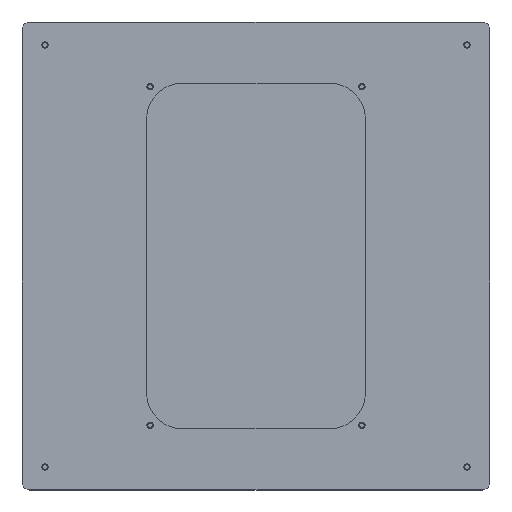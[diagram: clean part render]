
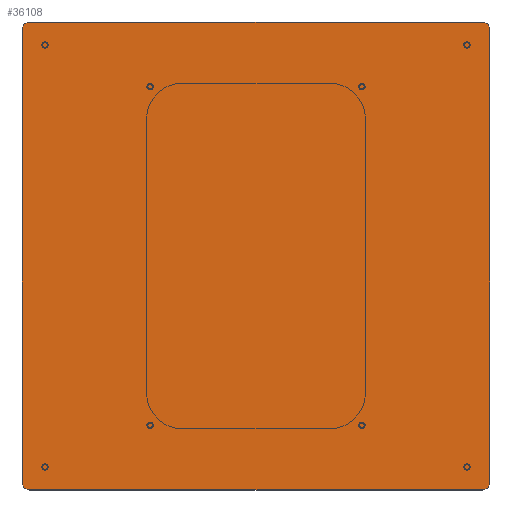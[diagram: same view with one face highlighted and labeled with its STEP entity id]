
A CAD part, top view. The second image highlights one B-rep face of the part: STEP entity #36108.
In plain terms, the highlighted planar face has unit normal (0, 0, 1).
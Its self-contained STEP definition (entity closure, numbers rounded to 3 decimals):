
#18 = CARTESIAN_POINT ( 'NONE',  ( 0., 580., 10.1 ) ) ;
#1225 = DIRECTION ( 'NONE',  ( 0., 1., 0. ) ) ;
#1570 = EDGE_CURVE ( 'NONE', #1693, #6563, #8844, .T. ) ;
#1693 = VERTEX_POINT ( 'NONE', #13467 ) ;
#2071 = DIRECTION ( 'NONE',  ( 0., 0., 1. ) ) ;
#2497 = VERTEX_POINT ( 'NONE', #37745 ) ;
#2990 = PLANE ( 'NONE',  #18422 ) ;
#3071 = CARTESIAN_POINT ( 'NONE',  ( 10., 0., 10.1 ) ) ;
#3276 = VECTOR ( 'NONE', #20909, 1000. ) ;
#3844 = CARTESIAN_POINT ( 'NONE',  ( 590., 580., 10.1 ) ) ;
#3853 = EDGE_CURVE ( 'NONE', #23719, #12544, #21603, .T. ) ;
#5857 = CARTESIAN_POINT ( 'NONE',  ( 580., 580., 10.1 ) ) ;
#6563 = VERTEX_POINT ( 'NONE', #3844 ) ;
#7465 = LINE ( 'NONE', #3071, #42813 ) ;
#8789 = CARTESIAN_POINT ( 'NONE',  ( 10., 10., 10.1 ) ) ;
#8844 = LINE ( 'NONE', #12551, #35878 ) ;
#9249 = DIRECTION ( 'NONE',  ( 1., 0., 0. ) ) ;
#9537 = DIRECTION ( 'NONE',  ( 1., 0., 0. ) ) ;
#9911 = DIRECTION ( 'NONE',  ( 0., 0., 1. ) ) ;
#10315 = CIRCLE ( 'NONE', #20703, 10. ) ;
#10404 = EDGE_CURVE ( 'NONE', #6563, #23719, #16741, .T. ) ;
#12544 = VERTEX_POINT ( 'NONE', #45267 ) ;
#12551 = CARTESIAN_POINT ( 'NONE',  ( 590., 10., 10.1 ) ) ;
#13467 = CARTESIAN_POINT ( 'NONE',  ( 590., 10., 10.1 ) ) ;
#16741 = CIRCLE ( 'NONE', #22671, 10. ) ;
#17130 = CARTESIAN_POINT ( 'NONE',  ( 10., 580., 10.1 ) ) ;
#17258 = CARTESIAN_POINT ( 'NONE',  ( 580., 590., 10.1 ) ) ;
#17489 = EDGE_CURVE ( 'NONE', #37687, #2497, #7465, .T. ) ;
#18422 = AXIS2_PLACEMENT_3D ( 'NONE', #17130, #2071, #44820 ) ;
#19979 = DIRECTION ( 'NONE',  ( 0., 0., 1. ) ) ;
#20606 = CARTESIAN_POINT ( 'NONE',  ( 0., 10., 10.1 ) ) ;
#20629 = DIRECTION ( 'NONE',  ( 0., -1., 0. ) ) ;
#20703 = AXIS2_PLACEMENT_3D ( 'NONE', #8789, #41095, #9249 ) ;
#20909 = DIRECTION ( 'NONE',  ( -1., 0., 0. ) ) ;
#20931 = AXIS2_PLACEMENT_3D ( 'NONE', #44709, #41221, #45397 ) ;
#21603 = LINE ( 'NONE', #28122, #3276 ) ;
#22214 = EDGE_CURVE ( 'NONE', #12544, #42738, #31897, .T. ) ;
#22671 = AXIS2_PLACEMENT_3D ( 'NONE', #5857, #19979, #9537 ) ;
#22983 = AXIS2_PLACEMENT_3D ( 'NONE', #41751, #9911, #38267 ) ;
#23719 = VERTEX_POINT ( 'NONE', #17258 ) ;
#23990 = VERTEX_POINT ( 'NONE', #20606 ) ;
#24405 = DIRECTION ( 'NONE',  ( 1., 0., 0. ) ) ;
#26466 = ORIENTED_EDGE ( 'NONE', *, *, #17489, .T. ) ;
#28097 = ORIENTED_EDGE ( 'NONE', *, *, #34344, .T. ) ;
#28122 = CARTESIAN_POINT ( 'NONE',  ( 580., 590., 10.1 ) ) ;
#28736 = CARTESIAN_POINT ( 'NONE',  ( 10., 0., 10.1 ) ) ;
#28892 = EDGE_CURVE ( 'NONE', #23990, #37687, #10315, .T. ) ;
#29122 = ORIENTED_EDGE ( 'NONE', *, *, #22214, .T. ) ;
#30598 = CIRCLE ( 'NONE', #20931, 10. ) ;
#30917 = CARTESIAN_POINT ( 'NONE',  ( 0., 580., 10.1 ) ) ;
#31287 = ORIENTED_EDGE ( 'NONE', *, *, #28892, .T. ) ;
#31819 = LINE ( 'NONE', #18, #45734 ) ;
#31897 = CIRCLE ( 'NONE', #22983, 10. ) ;
#34344 = EDGE_CURVE ( 'NONE', #42738, #23990, #31819, .T. ) ;
#34540 = ORIENTED_EDGE ( 'NONE', *, *, #10404, .T. ) ;
#35878 = VECTOR ( 'NONE', #1225, 1000. ) ;
#35976 = ORIENTED_EDGE ( 'NONE', *, *, #1570, .T. ) ;
#36108 = ADVANCED_FACE ( 'NONE', ( #37837 ), #2990, .T. ) ;
#37687 = VERTEX_POINT ( 'NONE', #28736 ) ;
#37745 = CARTESIAN_POINT ( 'NONE',  ( 580., 0., 10.1 ) ) ;
#37837 = FACE_OUTER_BOUND ( 'NONE', #45787, .T. ) ;
#38267 = DIRECTION ( 'NONE',  ( 1., 0., 0. ) ) ;
#39924 = ORIENTED_EDGE ( 'NONE', *, *, #44827, .T. ) ;
#41095 = DIRECTION ( 'NONE',  ( 0., 0., 1. ) ) ;
#41221 = DIRECTION ( 'NONE',  ( 0., 0., 1. ) ) ;
#41751 = CARTESIAN_POINT ( 'NONE',  ( 10., 580., 10.1 ) ) ;
#42738 = VERTEX_POINT ( 'NONE', #30917 ) ;
#42813 = VECTOR ( 'NONE', #24405, 1000. ) ;
#44709 = CARTESIAN_POINT ( 'NONE',  ( 580., 10., 10.1 ) ) ;
#44820 = DIRECTION ( 'NONE',  ( 1., 0., 0. ) ) ;
#44827 = EDGE_CURVE ( 'NONE', #2497, #1693, #30598, .T. ) ;
#44873 = ORIENTED_EDGE ( 'NONE', *, *, #3853, .T. ) ;
#45267 = CARTESIAN_POINT ( 'NONE',  ( 10., 590., 10.1 ) ) ;
#45397 = DIRECTION ( 'NONE',  ( 1., 0., 0. ) ) ;
#45734 = VECTOR ( 'NONE', #20629, 1000. ) ;
#45787 = EDGE_LOOP ( 'NONE', ( #29122, #28097, #31287, #26466, #39924, #35976, #34540, #44873 ) ) ;
